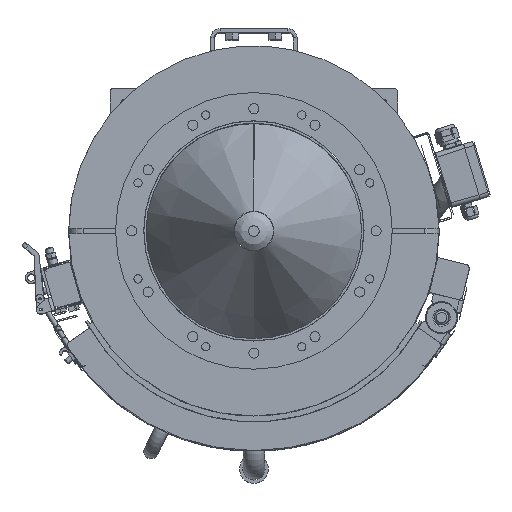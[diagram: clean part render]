
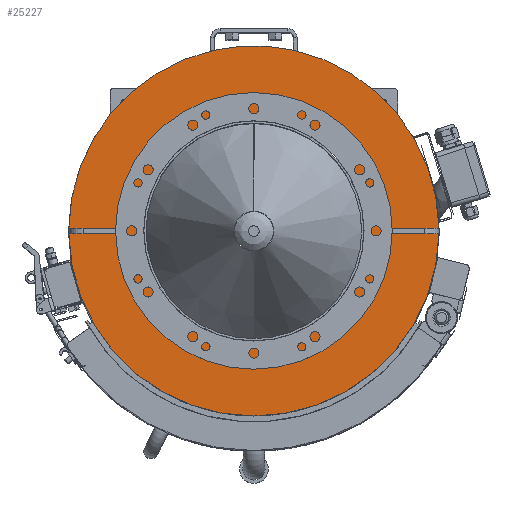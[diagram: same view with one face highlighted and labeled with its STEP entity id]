
A CAD part, top view. The second image highlights one B-rep face of the part: STEP entity #25227.
In plain terms, the highlighted planar face has unit normal (0, 0, 1).
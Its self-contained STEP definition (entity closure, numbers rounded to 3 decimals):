
#718=LINE($,#35890,#3523);
#724=LINE($,#35907,#3529);
#726=LINE($,#35912,#3531);
#727=LINE($,#35916,#3532);
#728=LINE($,#35918,#3533);
#729=LINE($,#35920,#3534);
#3523=VECTOR($,#28902,64.969);
#3529=VECTOR($,#28918,64.969);
#3531=VECTOR($,#28924,8.);
#3532=VECTOR($,#28927,64.969);
#3533=VECTOR($,#28928,8.);
#3534=VECTOR($,#28929,64.969);
#6756=PLANE($,#26398);
#7133=FACE_BOUND($,#8419,.T.);
#7134=FACE_BOUND($,#8420,.T.);
#8419=EDGE_LOOP($,(#20269));
#8420=EDGE_LOOP($,(#20270,#20271,#20272,#20273,#20274,#20275,#20276,#20277,
#20278,#20279));
#9612=CIRCLE($,#26399,153.5);
#9613=CIRCLE($,#26400,257.5);
#9614=CIRCLE($,#26401,257.5);
#9615=CIRCLE($,#26402,257.5);
#9616=CIRCLE($,#26403,257.5);
#10928=VERTEX_POINT($,#35887);
#10929=VERTEX_POINT($,#35889);
#10934=VERTEX_POINT($,#35904);
#10935=VERTEX_POINT($,#35906);
#10936=VERTEX_POINT($,#35910);
#10937=VERTEX_POINT($,#35913);
#10938=VERTEX_POINT($,#35915);
#10939=VERTEX_POINT($,#35917);
#10940=VERTEX_POINT($,#35919);
#10941=VERTEX_POINT($,#35921);
#10942=VERTEX_POINT($,#35923);
#15385=EDGE_CURVE($,#10929,#10928,#718,.T.);
#15393=EDGE_CURVE($,#10935,#10934,#724,.T.);
#15395=EDGE_CURVE($,#10936,#10936,#9612,.T.);
#15396=EDGE_CURVE($,#10934,#10929,#726,.T.);
#15397=EDGE_CURVE($,#10937,#10928,#9613,.T.);
#15398=EDGE_CURVE($,#10937,#10938,#727,.T.);
#15399=EDGE_CURVE($,#10938,#10939,#728,.T.);
#15400=EDGE_CURVE($,#10939,#10940,#729,.T.);
#15401=EDGE_CURVE($,#10941,#10940,#9614,.T.);
#15402=EDGE_CURVE($,#10942,#10941,#9615,.T.);
#15403=EDGE_CURVE($,#10935,#10942,#9616,.T.);
#20269=ORIENTED_EDGE($,*,*,#15395,.T.);
#20270=ORIENTED_EDGE($,*,*,#15393,.T.);
#20271=ORIENTED_EDGE($,*,*,#15396,.T.);
#20272=ORIENTED_EDGE($,*,*,#15385,.T.);
#20273=ORIENTED_EDGE($,*,*,#15397,.F.);
#20274=ORIENTED_EDGE($,*,*,#15398,.T.);
#20275=ORIENTED_EDGE($,*,*,#15399,.T.);
#20276=ORIENTED_EDGE($,*,*,#15400,.T.);
#20277=ORIENTED_EDGE($,*,*,#15401,.F.);
#20278=ORIENTED_EDGE($,*,*,#15402,.F.);
#20279=ORIENTED_EDGE($,*,*,#15403,.F.);
#25227=ADVANCED_FACE($,(#7133,#7134),#6756,.T.);
#26398=AXIS2_PLACEMENT_3D($,#35909,#28920,#28921);
#26399=AXIS2_PLACEMENT_3D($,#35911,#28922,#28923);
#26400=AXIS2_PLACEMENT_3D($,#35914,#28925,#28926);
#26401=AXIS2_PLACEMENT_3D($,#35922,#28930,#28931);
#26402=AXIS2_PLACEMENT_3D($,#35924,#28932,#28933);
#26403=AXIS2_PLACEMENT_3D($,#35925,#28934,#28935);
#28902=DIRECTION($,(-1.,0.,0.));
#28918=DIRECTION($,(1.,0.,0.));
#28920=DIRECTION('center_axis',(0.,0.,1.));
#28921=DIRECTION('ref_axis',(1.,0.,0.));
#28922=DIRECTION('center_axis',(0.,0.,-1.));
#28923=DIRECTION('ref_axis',(-0.108,-0.994,0.));
#28924=DIRECTION($,(0.,-1.,0.));
#28925=DIRECTION('center_axis',(0.,0.,-1.));
#28926=DIRECTION('ref_axis',(1.,0.,0.));
#28927=DIRECTION($,(-1.,0.,0.));
#28928=DIRECTION($,(0.,1.,0.));
#28929=DIRECTION($,(1.,0.,0.));
#28930=DIRECTION('center_axis',(0.,0.,-1.));
#28931=DIRECTION('ref_axis',(1.,0.,0.));
#28932=DIRECTION('center_axis',(0.,0.,-1.));
#28933=DIRECTION('ref_axis',(1.,0.,0.));
#28934=DIRECTION('center_axis',(0.,0.,-1.));
#28935=DIRECTION('ref_axis',(1.,0.,0.));
#35887=CARTESIAN_POINT('',(-257.469,-4.,380.));
#35889=CARTESIAN_POINT('',(-192.5,-4.,380.));
#35890=CARTESIAN_POINT($,(-112.5,-4.,380.));
#35904=CARTESIAN_POINT('',(-192.5,4.,380.));
#35906=CARTESIAN_POINT('',(-257.469,4.,380.));
#35907=CARTESIAN_POINT($,(-112.5,4.,380.));
#35909=CARTESIAN_POINT('Origin',(0.,72.058,380.));
#35910=CARTESIAN_POINT('',(16.557,152.604,380.));
#35911=CARTESIAN_POINT('Origin',(0.,0.,
380.));
#35912=CARTESIAN_POINT($,(-192.5,36.029,380.));
#35913=CARTESIAN_POINT('',(257.469,-4.,380.));
#35914=CARTESIAN_POINT('Origin',(0.,0.,380.));
#35915=CARTESIAN_POINT('',(192.5,-4.,380.));
#35916=CARTESIAN_POINT($,(112.5,-4.,380.));
#35917=CARTESIAN_POINT('',(192.5,4.,380.));
#35918=CARTESIAN_POINT($,(192.5,36.029,380.));
#35919=CARTESIAN_POINT('',(257.469,4.,380.));
#35920=CARTESIAN_POINT($,(112.5,4.,380.));
#35921=CARTESIAN_POINT('',(55.,251.558,380.));
#35922=CARTESIAN_POINT('Origin',(0.,0.,380.));
#35923=CARTESIAN_POINT('',(-55.,251.558,380.));
#35924=CARTESIAN_POINT('Origin',(0.,0.,380.));
#35925=CARTESIAN_POINT('Origin',(0.,0.,380.));
